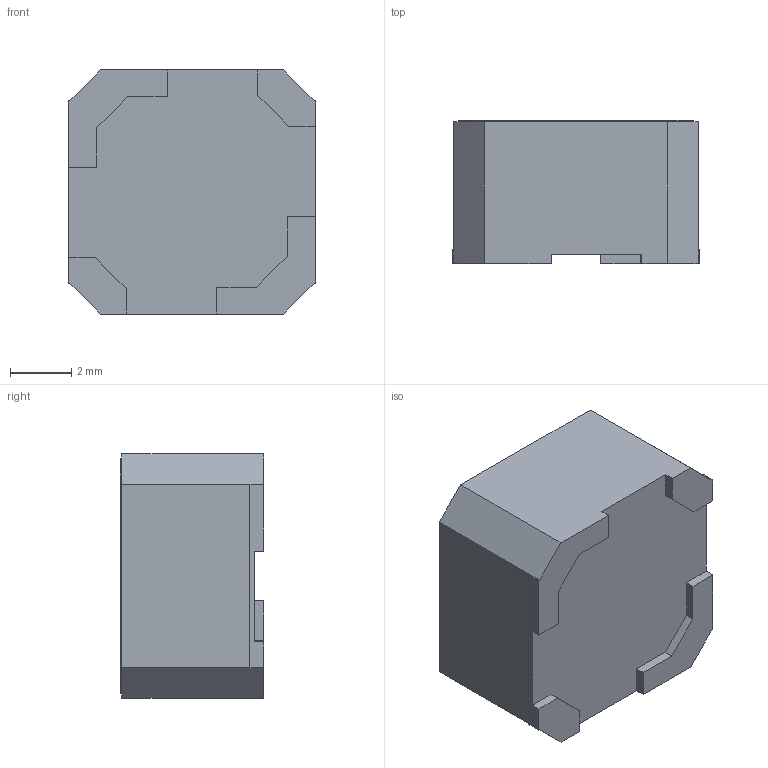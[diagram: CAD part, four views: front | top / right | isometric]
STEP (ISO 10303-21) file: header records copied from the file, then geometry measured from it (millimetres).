
FILE_DESCRIPTION (( 'STEP AP214' ), '1' );
FILE_NAME ('Coilcraft-LPS8045B.STEP', '2019-01-25T08:19:07', ( '' ), ( '' ), 'SwSTEP 2.0', 'SolidWorks 2018', '' );
FILE_SCHEMA (( 'AUTOMOTIVE_DESIGN' ));
Length unit declared in the file: millimetre
Products named in the file (1): Coilcraft-LPS8045B
Bounding box: 8.08 x 4.7 x 8 mm (x, y, z)
Volume: 277.1 mm3; surface area: 266.2 mm2
Topology: 1 solids, 1 shells, 56 faces, 224 edges, 180 vertices
Faces by surface type: plane 56
Entity records: 3337 total; most frequent: CARTESIAN_POINT 1222, ORIENTED_EDGE 448, DIRECTION 242, EDGE_CURVE 224, VERTEX_POINT 180, VECTOR 128, LINE 128, B_SPLINE_CURVE_WITH_KNOTS 96
